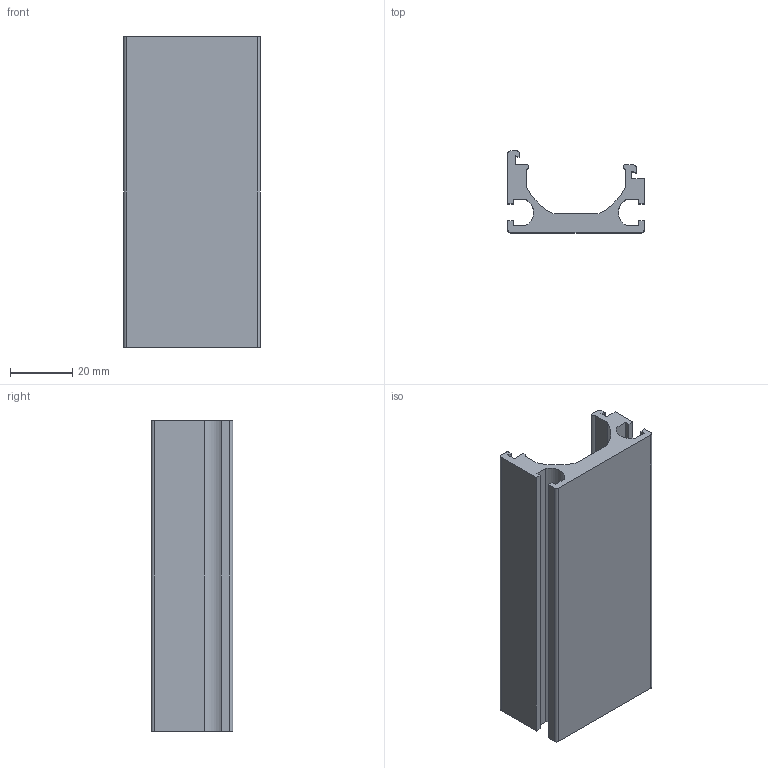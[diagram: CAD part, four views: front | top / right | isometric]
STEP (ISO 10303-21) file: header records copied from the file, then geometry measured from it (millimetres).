
FILE_DESCRIPTION(/* description */ (''),/* implementation_level */ '2;1');
FILE_NAME(/* name */ 'AF4426-4.stp',/* time_stamp */ '2025-02-18T08:54:40+08:00',/* author */ ('1091212-1'),/* organization */ (''),/* preprocessor_version */ 'ST-DEVELOPER v15.6',/* originating_system */ 'Autodesk Inventor 2015',/* authorisation */ '');
FILE_SCHEMA (('AUTOMOTIVE_DESIGN { 1 0 10303 214 3 1 1 }'));
Length unit declared in the file: millimetre
Products named in the file (1): AF4426-4
Bounding box: 44 x 26.3 x 100 mm (x, y, z)
Volume: 39485.5 mm3; surface area: 21539.7 mm2
Topology: 1 solids, 1 shells, 47 faces, 135 edges, 90 vertices
Faces by surface type: plane 34, cylinder 13
Entity records: 1559 total; most frequent: CARTESIAN_POINT 273, ORIENTED_EDGE 270, DIRECTION 257, EDGE_CURVE 135, LINE 109, VECTOR 109, VERTEX_POINT 90, AXIS2_PLACEMENT_3D 74
